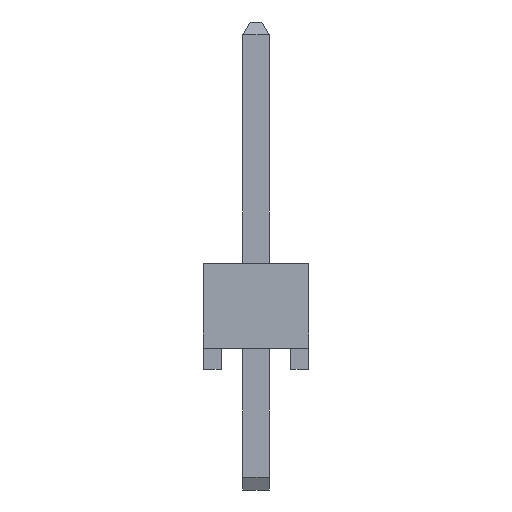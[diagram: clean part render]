
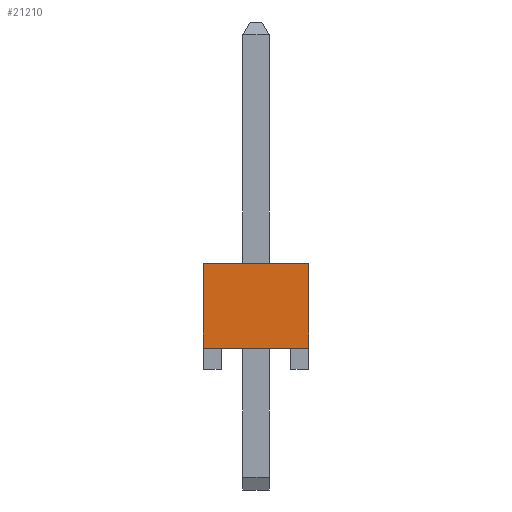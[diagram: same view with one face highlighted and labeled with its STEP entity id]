
A CAD part, left-side view. The second image highlights one B-rep face of the part: STEP entity #21210.
In plain terms, the highlighted planar face has unit normal (-1, 0, 0).
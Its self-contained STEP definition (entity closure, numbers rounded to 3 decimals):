
#260=FACE_OUTER_BOUND($,#1501,.T.);
#1501=EDGE_LOOP($,(#14403,#14404,#14405,#14406));
#2642=LINE($,#29183,#5696);
#3195=LINE($,#30313,#6249);
#3203=LINE($,#30328,#6257);
#3204=LINE($,#30329,#6258);
#5696=VECTOR($,#23647,2.54);
#6249=VECTOR($,#24490,2.032);
#6257=VECTOR($,#24500,2.54);
#6258=VECTOR($,#24501,2.032);
#8750=VERTEX_POINT($,#29181);
#8751=VERTEX_POINT($,#29182);
#9183=VERTEX_POINT($,#30312);
#9189=VERTEX_POINT($,#30327);
#10662=EDGE_CURVE($,#8750,#8751,#2642,.T.);
#11215=EDGE_CURVE($,#8751,#9183,#3195,.T.);
#11223=EDGE_CURVE($,#9183,#9189,#3203,.T.);
#11224=EDGE_CURVE($,#8750,#9189,#3204,.T.);
#14403=ORIENTED_EDGE($,*,*,#11223,.F.);
#14404=ORIENTED_EDGE($,*,*,#11215,.F.);
#14405=ORIENTED_EDGE($,*,*,#10662,.F.);
#14406=ORIENTED_EDGE($,*,*,#11224,.T.);
#19970=PLANE($,#22549);
#21210=ADVANCED_FACE($,(#260),#19970,.F.);
#22549=AXIS2_PLACEMENT_3D($,#30326,#24498,#24499);
#23647=DIRECTION($,(0.,-1.,0.));
#24490=DIRECTION($,(0.,0.,-1.));
#24498=DIRECTION('center_axis',(1.,0.,0.));
#24499=DIRECTION('ref_axis',(0.,1.,0.));
#24500=DIRECTION($,(0.,1.,0.));
#24501=DIRECTION($,(0.,0.,-1.));
#29181=CARTESIAN_POINT('',(-30.48,1.27,2.54));
#29182=CARTESIAN_POINT('',(-30.48,-1.27,2.54));
#29183=CARTESIAN_POINT($,(-30.48,1.27,2.54));
#30312=CARTESIAN_POINT('',(-30.48,-1.27,0.508));
#30313=CARTESIAN_POINT($,(-30.48,-1.27,2.54));
#30326=CARTESIAN_POINT('Origin',(-30.48,0.,0.));
#30327=CARTESIAN_POINT('',(-30.48,1.27,0.508));
#30328=CARTESIAN_POINT($,(-30.48,1.27,0.508));
#30329=CARTESIAN_POINT($,(-30.48,1.27,2.54));
